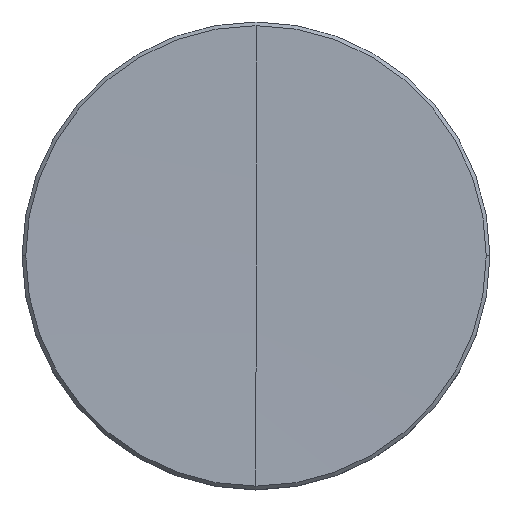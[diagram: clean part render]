
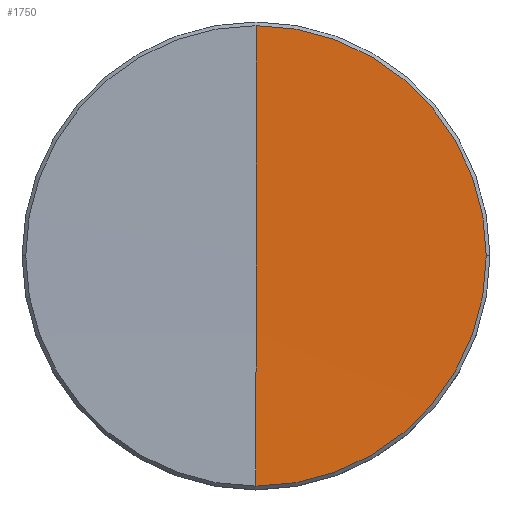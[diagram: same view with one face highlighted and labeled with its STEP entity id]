
A CAD part, top view. The second image highlights one B-rep face of the part: STEP entity #1750.
In plain terms, the highlighted spherical face has radius 1500 mm.
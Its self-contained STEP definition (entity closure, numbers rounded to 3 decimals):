
#34 = CIRCLE ( 'NONE', #2655, 1500. ) ;
#247 = ORIENTED_EDGE ( 'NONE', *, *, #1512, .T. ) ;
#266 = AXIS2_PLACEMENT_3D ( 'NONE', #2803, #2508, #2832 ) ;
#270 = CARTESIAN_POINT ( 'NONE',  ( 9.806, 14.065, 21.855 ) ) ;
#278 = CARTESIAN_POINT ( 'NONE',  ( 9.806, 26.567, 21.855 ) ) ;
#331 = EDGE_CURVE ( 'NONE', #1270, #3745, #3445, .T. ) ;
#402 = CARTESIAN_POINT ( 'NONE',  ( 9.806, 14.065, 1521.803 ) ) ;
#463 = VERTEX_POINT ( 'NONE', #2979 ) ;
#551 = DIRECTION ( 'NONE',  ( 0., 0., 1. ) ) ;
#593 = CARTESIAN_POINT ( 'NONE',  ( 9.806, 1.563, 21.855 ) ) ;
#691 = AXIS2_PLACEMENT_3D ( 'NONE', #402, #3817, #1942 ) ;
#970 = VERTEX_POINT ( 'NONE', #278 ) ;
#1113 = ORIENTED_EDGE ( 'NONE', *, *, #3016, .F. ) ;
#1270 = VERTEX_POINT ( 'NONE', #593 ) ;
#1445 = CARTESIAN_POINT ( 'NONE',  ( 9.806, 14.065, 1521.803 ) ) ;
#1466 = CARTESIAN_POINT ( 'NONE',  ( 9.806, 14.065, 21.855 ) ) ;
#1512 = EDGE_CURVE ( 'NONE', #463, #1270, #2084, .T. ) ;
#1594 = CIRCLE ( 'NONE', #3646, 12.502 ) ;
#1616 = EDGE_CURVE ( 'NONE', #3745, #970, #1594, .T. ) ;
#1742 = DIRECTION ( 'NONE',  ( 1., 0., 0. ) ) ;
#1750 = ADVANCED_FACE ( 'NONE', ( #3793 ), #2433, .F. ) ;
#1942 = DIRECTION ( 'NONE',  ( 0., -1., 0. ) ) ;
#2084 = CIRCLE ( 'NONE', #691, 1500. ) ;
#2433 = SPHERICAL_SURFACE ( 'NONE', #266, 1500. ) ;
#2508 = DIRECTION ( 'NONE',  ( -1., 0., 0. ) ) ;
#2650 = CARTESIAN_POINT ( 'NONE',  ( 22.307, 14.065, 21.855 ) ) ;
#2655 = AXIS2_PLACEMENT_3D ( 'NONE', #1445, #1742, #3633 ) ;
#2740 = DIRECTION ( 'NONE',  ( 0., 0., 1. ) ) ;
#2803 = CARTESIAN_POINT ( 'NONE',  ( 9.806, 14.065, 1521.803 ) ) ;
#2832 = DIRECTION ( 'NONE',  ( 0., 1., 0. ) ) ;
#2979 = CARTESIAN_POINT ( 'NONE',  ( 9.806, 14.065, 21.803 ) ) ;
#3016 = EDGE_CURVE ( 'NONE', #463, #970, #34, .T. ) ;
#3048 = AXIS2_PLACEMENT_3D ( 'NONE', #1466, #551, #3631 ) ;
#3343 = EDGE_LOOP ( 'NONE', ( #1113, #247, #3880, #3764 ) ) ;
#3360 = DIRECTION ( 'NONE',  ( 1., 0., 0. ) ) ;
#3445 = CIRCLE ( 'NONE', #3048, 12.502 ) ;
#3631 = DIRECTION ( 'NONE',  ( 1., 0., 0. ) ) ;
#3633 = DIRECTION ( 'NONE',  ( 0., 0., -1. ) ) ;
#3646 = AXIS2_PLACEMENT_3D ( 'NONE', #270, #2740, #3360 ) ;
#3745 = VERTEX_POINT ( 'NONE', #2650 ) ;
#3764 = ORIENTED_EDGE ( 'NONE', *, *, #1616, .T. ) ;
#3793 = FACE_OUTER_BOUND ( 'NONE', #3343, .T. ) ;
#3817 = DIRECTION ( 'NONE',  ( -1., 0., 0. ) ) ;
#3880 = ORIENTED_EDGE ( 'NONE', *, *, #331, .T. ) ;
